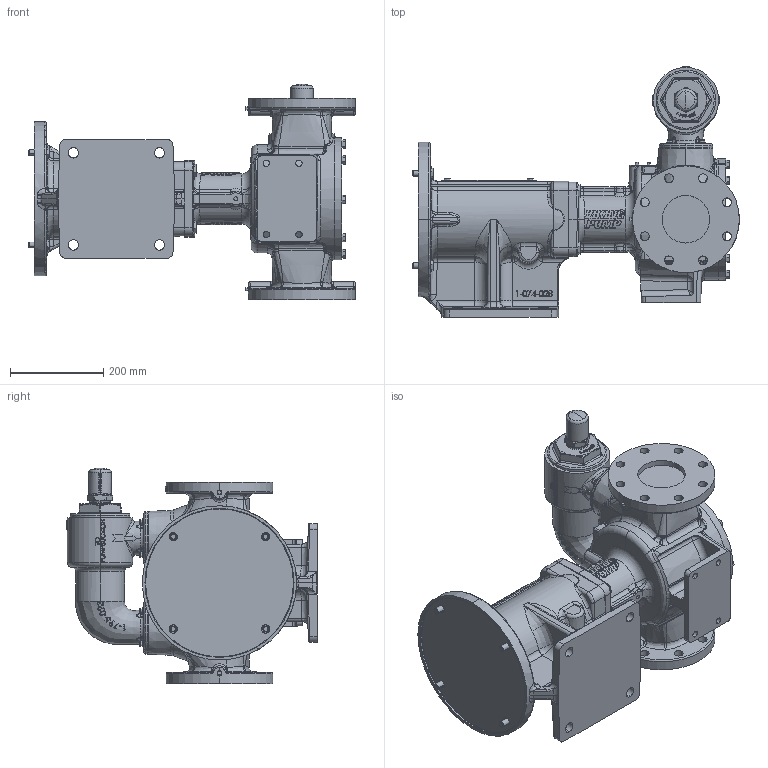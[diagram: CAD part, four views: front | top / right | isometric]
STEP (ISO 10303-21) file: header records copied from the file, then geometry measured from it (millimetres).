
FILE_DESCRIPTION (( 'STEP AP214' ), '1' );
FILE_NAME ('LQE4195-M_(324-326TC).STEP', '2017-02-27T19:12:11', ( '' ), ( '' ), 'SwSTEP 2.0', 'SolidWorks 2016', '' );
FILE_SCHEMA (( 'AUTOMOTIVE_DESIGN' ));
Length unit declared in the file: inch
Products named in the file (2): LQE4195-M_(324-326TC)
Bounding box: 699.04 x 536.72 x 461.2 mm (x, y, z)
Volume: 31859824.6 mm3; surface area: 1472546.8 mm2
Topology: 1 solids, 3 shells, 3700 faces, 9493 edges, 5908 vertices
Faces by surface type: bspline 1351, plane 1196, cylinder 729, cone 253, torus 108, sphere 63
Entity records: 271644 total; most frequent: CARTESIAN_POINT 178919, ORIENTED_EDGE 18748, DIRECTION 12116, EDGE_CURVE 9374, VERTEX_POINT 5901, AXIS2_PLACEMENT_3D 4513, EDGE_LOOP 4009, B_SPLINE_CURVE_WITH_KNOTS 3734
